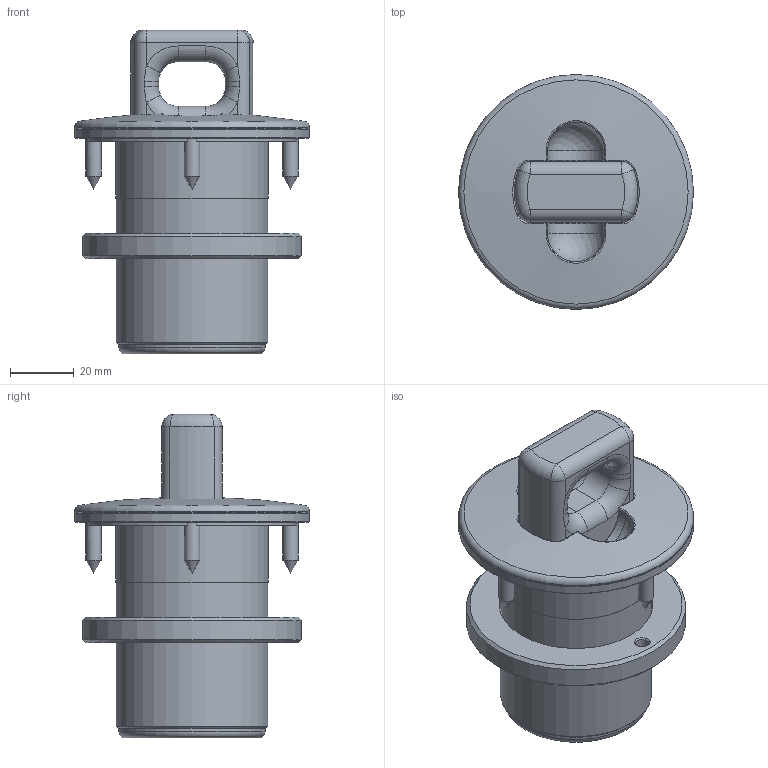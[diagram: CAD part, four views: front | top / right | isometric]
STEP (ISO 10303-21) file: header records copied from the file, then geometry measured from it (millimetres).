
FILE_DESCRIPTION(/* description */ (''),/* implementation_level */ '2;1');
FILE_NAME(/* name */ 'SP10.48.stp',/* time_stamp */ '2020-04-23T10:14:28+02:00',/* author */ ('gianni'),/* organization */ (''),/* preprocessor_version */ 'ST-DEVELOPER v18.1',/* originating_system */ 'Autodesk Inventor 2021',/* authorisation */ '');
FILE_SCHEMA (('AUTOMOTIVE_DESIGN { 1 0 10303 214 3 1 1 }'));
Length unit declared in the file: millimetre
Products named in the file (1): 18110700
Bounding box: 74 x 74 x 102 mm (x, y, z)
Volume: 176148.6 mm3; surface area: 32737.5 mm2
Topology: 2 solids, 2 shells, 173 faces, 448 edges, 272 vertices
Faces by surface type: cylinder 56, torus 41, plane 35, cone 24, sphere 11, bspline 6
Full cylindrical faces by diameter (mm): 4.2 x2, 4.8 x4, 46 x1, 46.5 x1, 47.8 x1, 48 x1, 69 x1, 74 x2
Entity records: 5711 total; most frequent: CARTESIAN_POINT 1391, DIRECTION 981, ORIENTED_EDGE 878, EDGE_CURVE 439, AXIS2_PLACEMENT_3D 430, VERTEX_POINT 272, CIRCLE 262, EDGE_LOOP 183
